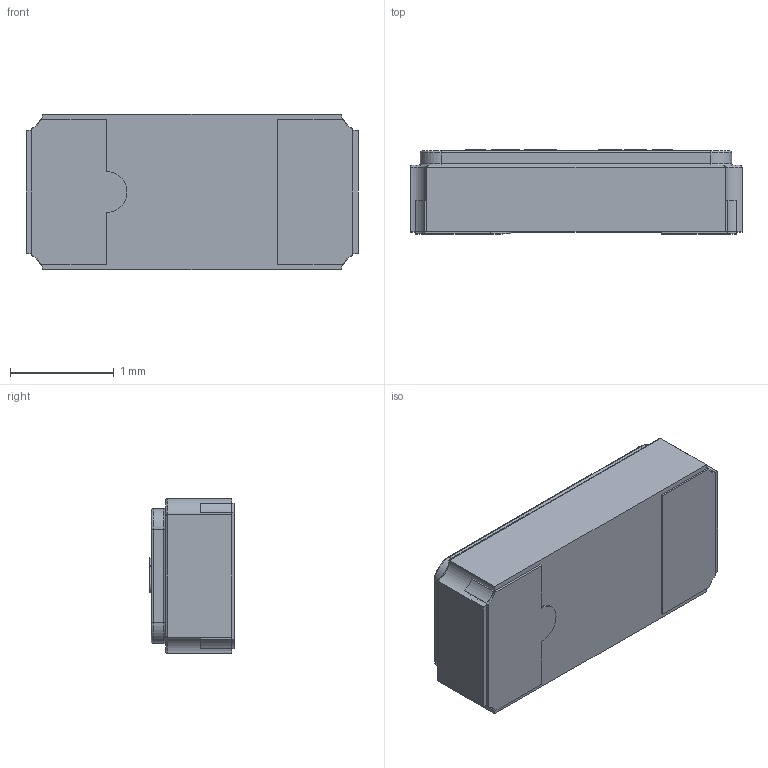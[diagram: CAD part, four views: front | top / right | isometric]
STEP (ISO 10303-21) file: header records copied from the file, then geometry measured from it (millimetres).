
FILE_DESCRIPTION (( 'STEP AP214' ), '1' );
FILE_NAME ('A3BFCA81-6C5C-4C8F-B9C5-1E8793041414.STEP', '2024-03-02T18:02:00', ( '' ), ( '' ), 'SwSTEP 2.0', 'SolidWorks 2022', '' );
FILE_SCHEMA (( 'AUTOMOTIVE_DESIGN' ));
Length unit declared in the file: millimetre
Products named in the file (1): A3BFCA81-6C5C-4C8F-B9C5-1E8793041414
Bounding box: 3.2 x 0.81 x 1.5 mm (x, y, z)
Volume: 3.6 mm3; surface area: 21.1 mm2
Topology: 7 solids, 7 shells, 179 faces, 441 edges, 286 vertices
Faces by surface type: plane 80, bspline 54, cylinder 33, torus 12
Entity records: 9954 total; most frequent: CARTESIAN_POINT 4337, ORIENTED_EDGE 882, DIRECTION 647, EDGE_CURVE 441, VERTEX_POINT 286, LINE 255, VECTOR 255, AXIS2_PLACEMENT_3D 196
